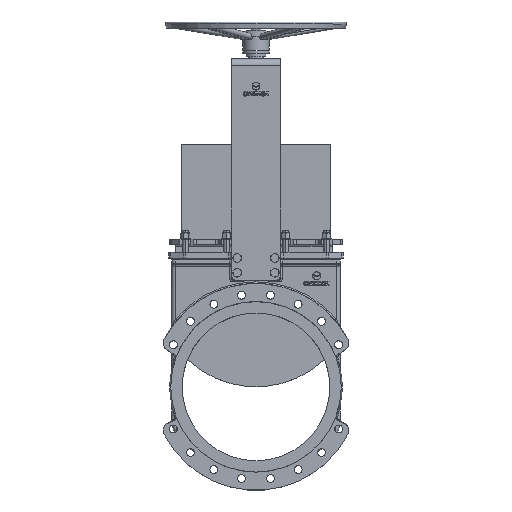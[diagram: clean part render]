
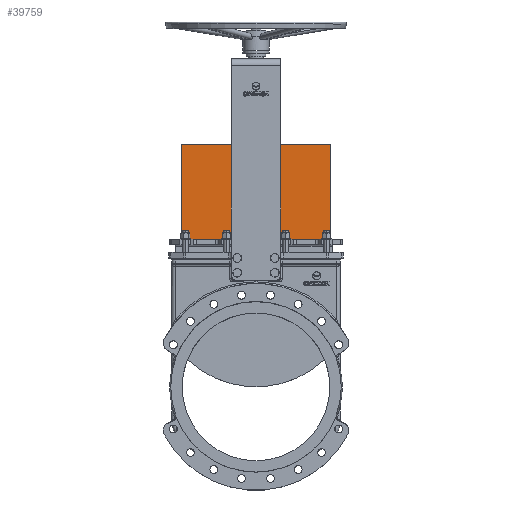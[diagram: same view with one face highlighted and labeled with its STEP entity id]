
A CAD part, top view. The second image highlights one B-rep face of the part: STEP entity #39759.
In plain terms, the highlighted planar face has unit normal (0, 0, 1).
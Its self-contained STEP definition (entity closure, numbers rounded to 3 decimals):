
#2100 = ORIENTED_EDGE ( 'NONE', *, *, #22134, .T. ) ;
#2105 = ORIENTED_EDGE ( 'NONE', *, *, #22145, .F. ) ;
#2107 = ORIENTED_EDGE ( 'NONE', *, *, #22140, .T. ) ;
#4122 = ORIENTED_EDGE ( 'NONE', *, *, #22146, .T. ) ;
#4141 = ORIENTED_EDGE ( 'NONE', *, *, #22141, .F. ) ;
#4159 = ORIENTED_EDGE ( 'NONE', *, *, #22142, .F. ) ;
#4164 = ORIENTED_EDGE ( 'NONE', *, *, #22144, .F. ) ;
#4180 = ORIENTED_EDGE ( 'NONE', *, *, #22143, .F. ) ;
#7376 = DIRECTION ( 'NONE',  ( 0., -1., 0. ) ) ;
#7377 = CARTESIAN_POINT ( 'NONE',  ( -226.1, 737., 6. ) ) ;
#7378 = DIRECTION ( 'NONE',  ( -1., 0., 0. ) ) ;
#7379 = CARTESIAN_POINT ( 'NONE',  ( 0., 450., 6. ) ) ;
#7380 = DIRECTION ( 'NONE',  ( 1., 0., 0. ) ) ;
#7381 = DIRECTION ( 'NONE',  ( 0., 0., 1. ) ) ;
#7382 = CARTESIAN_POINT ( 'NONE',  ( -35., 719., 6. ) ) ;
#7383 = DIRECTION ( 'NONE',  ( 1., 0., 0. ) ) ;
#7384 = DIRECTION ( 'NONE',  ( 0., 0., 1. ) ) ;
#7385 = CARTESIAN_POINT ( 'NONE',  ( -35., 719., 6. ) ) ;
#7389 = DIRECTION ( 'NONE',  ( 1., 0., 0. ) ) ;
#7390 = DIRECTION ( 'NONE',  ( 0., 0., 1. ) ) ;
#7391 = CARTESIAN_POINT ( 'NONE',  ( 35., 719., 6. ) ) ;
#7392 = DIRECTION ( 'NONE',  ( 1., 0., 0. ) ) ;
#7393 = DIRECTION ( 'NONE',  ( 0., 0., 1. ) ) ;
#7394 = CARTESIAN_POINT ( 'NONE',  ( 35., 719., 6. ) ) ;
#7395 = DIRECTION ( 'NONE',  ( 0., 1., 0. ) ) ;
#7397 = CARTESIAN_POINT ( 'NONE',  ( 226.1, 737., 6. ) ) ;
#7410 = DIRECTION ( 'NONE',  ( -1., 0., 0. ) ) ;
#7411 = CARTESIAN_POINT ( 'NONE',  ( -226.1, 737., 6. ) ) ;
#14260 = LINE ( 'NONE', #7377, #46179 ) ;
#14575 = FACE_BOUND ( 'NONE', #40176, .T. ) ;
#14576 = FACE_BOUND ( 'NONE', #40177, .T. ) ;
#14577 = FACE_OUTER_BOUND ( 'NONE', #40178, .T. ) ;
#18202 = AXIS2_PLACEMENT_3D ( 'NONE', #23423, #23422, #23418 ) ;
#22134 = EDGE_CURVE ( 'NONE', #41911, #41909, #41992, .T. ) ;
#22140 = EDGE_CURVE ( 'NONE', #41922, #41911, #42000, .T. ) ;
#22141 = EDGE_CURVE ( 'NONE', #41924, #41923, #46167, .T. ) ;
#22142 = EDGE_CURVE ( 'NONE', #41923, #41924, #46172, .T. ) ;
#22143 = EDGE_CURVE ( 'NONE', #41933, #41927, #46169, .T. ) ;
#22144 = EDGE_CURVE ( 'NONE', #41927, #41933, #46176, .T. ) ;
#22145 = EDGE_CURVE ( 'NONE', #41922, #41936, #42001, .T. ) ;
#22146 = EDGE_CURVE ( 'NONE', #41909, #41936, #14260, .T. ) ;
#23418 = DIRECTION ( 'NONE',  ( 1., 0., 0. ) ) ;
#23422 = DIRECTION ( 'NONE',  ( 0., 0., 1. ) ) ;
#23423 = CARTESIAN_POINT ( 'NONE',  ( 0., 302., 6. ) ) ;
#23427 = PLANE ( 'NONE',  #18202 ) ;
#37605 = CARTESIAN_POINT ( 'NONE',  ( 226.1, 737., 6. ) ) ;
#37606 = CARTESIAN_POINT ( 'NONE',  ( -226.1, 737., 6. ) ) ;
#37621 = CARTESIAN_POINT ( 'NONE',  ( -226.1, 450., 6. ) ) ;
#37623 = CARTESIAN_POINT ( 'NONE',  ( -43.25, 719., 6. ) ) ;
#37628 = CARTESIAN_POINT ( 'NONE',  ( -26.75, 719., 6. ) ) ;
#37630 = CARTESIAN_POINT ( 'NONE',  ( 26.75, 719., 6. ) ) ;
#37631 = CARTESIAN_POINT ( 'NONE',  ( 43.25, 719., 6. ) ) ;
#37634 = CARTESIAN_POINT ( 'NONE',  ( 226.1, 450., 6. ) ) ;
#39759 = ADVANCED_FACE ( 'NONE', ( #14575, #14576, #14577 ), #23427, .T. ) ;
#40176 = EDGE_LOOP ( 'NONE', ( #4159, #4141 ) ) ;
#40177 = EDGE_LOOP ( 'NONE', ( #4164, #4180 ) ) ;
#40178 = EDGE_LOOP ( 'NONE', ( #4122, #2105, #2107, #2100 ) ) ;
#41909 = VERTEX_POINT ( 'NONE', #37606 ) ;
#41911 = VERTEX_POINT ( 'NONE', #37605 ) ;
#41922 = VERTEX_POINT ( 'NONE', #37634 ) ;
#41923 = VERTEX_POINT ( 'NONE', #37631 ) ;
#41924 = VERTEX_POINT ( 'NONE', #37630 ) ;
#41927 = VERTEX_POINT ( 'NONE', #37628 ) ;
#41933 = VERTEX_POINT ( 'NONE', #37623 ) ;
#41936 = VERTEX_POINT ( 'NONE', #37621 ) ;
#41992 = LINE ( 'NONE', #7411, #46162 ) ;
#42000 = LINE ( 'NONE', #7397, #46170 ) ;
#42001 = LINE ( 'NONE', #7379, #46178 ) ;
#46162 = VECTOR ( 'NONE', #7410, 1000. ) ;
#46167 = CIRCLE ( 'NONE', #46171, 8.25 ) ;
#46169 = CIRCLE ( 'NONE', #46175, 8.25 ) ;
#46170 = VECTOR ( 'NONE', #7395, 1000. ) ;
#46171 = AXIS2_PLACEMENT_3D ( 'NONE', #7394, #7393, #7392 ) ;
#46172 = CIRCLE ( 'NONE', #46173, 8.25 ) ;
#46173 = AXIS2_PLACEMENT_3D ( 'NONE', #7391, #7390, #7389 ) ;
#46175 = AXIS2_PLACEMENT_3D ( 'NONE', #7385, #7384, #7383 ) ;
#46176 = CIRCLE ( 'NONE', #46177, 8.25 ) ;
#46177 = AXIS2_PLACEMENT_3D ( 'NONE', #7382, #7381, #7380 ) ;
#46178 = VECTOR ( 'NONE', #7378, 1000. ) ;
#46179 = VECTOR ( 'NONE', #7376, 1000. ) ;
